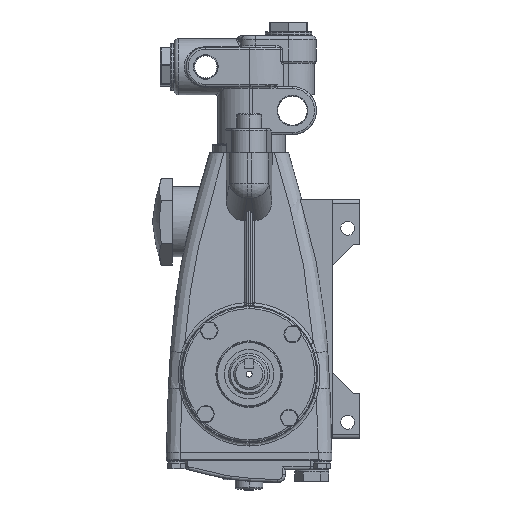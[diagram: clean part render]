
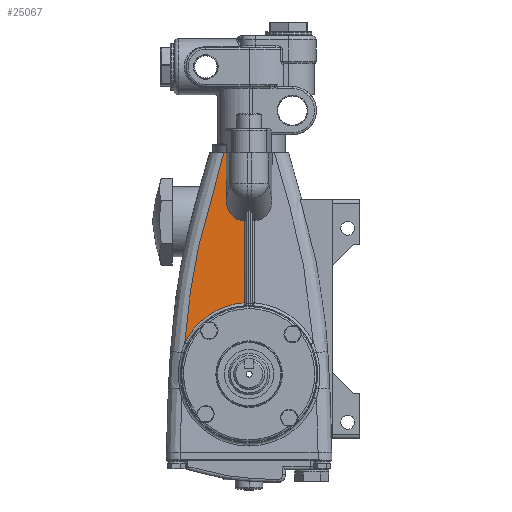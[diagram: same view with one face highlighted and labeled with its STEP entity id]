
A CAD part, left-side view. The second image highlights one B-rep face of the part: STEP entity #25067.
In plain terms, the highlighted planar face has unit normal (-0.999, 0, 0.052).
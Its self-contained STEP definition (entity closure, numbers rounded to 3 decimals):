
#7177 = CARTESIAN_POINT ( 'NONE',  ( -56.69, 23.868, 111.662 ) ) ;
#7178 = CARTESIAN_POINT ( 'NONE',  ( -57.08, 23.82, 104.226 ) ) ;
#7179 = CARTESIAN_POINT ( 'NONE',  ( -57.346, 19.438, 99.143 ) ) ;
#7181 = CARTESIAN_POINT ( 'NONE',  ( -57.346, 13.076, 99.143 ) ) ;
#7183 = CARTESIAN_POINT ( 'NONE',  ( -56.69, 23.868, 111.662 ) ) ;
#7184 =( BOUNDED_CURVE ( )  B_SPLINE_CURVE ( 3, ( #7181, #7179, #7178, #7177 ),
 .UNSPECIFIED., .F., .T. ) 
 B_SPLINE_CURVE_WITH_KNOTS ( ( 4, 4 ),
 ( 6.124, 7.625 ),
 .UNSPECIFIED. ) 
 CURVE ( )  GEOMETRIC_REPRESENTATION_ITEM ( )  RATIONAL_B_SPLINE_CURVE ( ( 1., 0.821, 0.821, 1. ) ) 
 REPRESENTATION_ITEM ( '' )  );
#7246 = CARTESIAN_POINT ( 'NONE',  ( -55.061, 24.068, 142.748 ) ) ;
#7248 = DIRECTION ( 'NONE',  ( -0.052, -0.006, -0.999 ) ) ;
#7249 = VECTOR ( 'NONE', #7248, 1000. ) ;
#7251 = CARTESIAN_POINT ( 'NONE',  ( -55.057, 24.068, 142.816 ) ) ;
#7253 = LINE ( 'NONE', #7251, #7249 ) ;
#7579 = DIRECTION ( 'NONE',  ( 0., -1., 0. ) ) ;
#7580 = VECTOR ( 'NONE', #7579, 1000. ) ;
#7581 = CARTESIAN_POINT ( 'NONE',  ( -55.061, 34.654, 142.748 ) ) ;
#7583 = LINE ( 'NONE', #7581, #7580 ) ;
#7664 = CARTESIAN_POINT ( 'NONE',  ( -60.131, 12.429, 46.012 ) ) ;
#7665 = CARTESIAN_POINT ( 'NONE',  ( -60.191, 29.231, 44.856 ) ) ;
#7666 = CARTESIAN_POINT ( 'NONE',  ( -60.682, 43.225, 35.484 ) ) ;
#7667 = CARTESIAN_POINT ( 'NONE',  ( -61.473, 50.691, 20.388 ) ) ;
#7669 =( BOUNDED_CURVE ( )  B_SPLINE_CURVE ( 3, ( #7667, #7666, #7665, #7664 ),
 .UNSPECIFIED., .F., .T. ) 
 B_SPLINE_CURVE_WITH_KNOTS ( ( 4, 4 ),
 ( 2.03, 3.073 ),
 .UNSPECIFIED. ) 
 CURVE ( )  GEOMETRIC_REPRESENTATION_ITEM ( )  RATIONAL_B_SPLINE_CURVE ( ( 1., 0.911, 0.911, 1. ) ) 
 REPRESENTATION_ITEM ( '' )  );
#7671 = FACE_OUTER_BOUND ( 'NONE', #24985, .T. ) ;
#7728 = DIRECTION ( 'NONE',  ( 0.052, 0., 0.999 ) ) ;
#7729 = DIRECTION ( 'NONE',  ( -0.999, 0., 0.052 ) ) ;
#7731 = CARTESIAN_POINT ( 'NONE',  ( -55.061, 34.654, 142.748 ) ) ;
#7732 = AXIS2_PLACEMENT_3D ( 'NONE', #7731, #7729, #7728 ) ;
#7738 = PLANE ( 'NONE',  #7732 ) ;
#23789 = VERTEX_POINT ( 'NONE', #38086 ) ;
#23791 = EDGE_CURVE ( 'NONE', #23792, #23789, #38084, .T. ) ;
#23792 = VERTEX_POINT ( 'NONE', #38131 ) ;
#23951 = VERTEX_POINT ( 'NONE', #38878 ) ;
#23952 = VERTEX_POINT ( 'NONE', #38877 ) ;
#24007 = EDGE_CURVE ( 'NONE', #23952, #23951, #39127, .T. ) ;
#24022 = VERTEX_POINT ( 'NONE', #39194 ) ;
#24089 = EDGE_CURVE ( 'NONE', #23951, #24022, #39541, .T. ) ;
#24985 = EDGE_LOOP ( 'NONE', ( #24986, #24987, #24988, #24989, #24992, #25052, #25054 ) ) ;
#24986 = ORIENTED_EDGE ( 'NONE', *, *, #25065, .T. ) ;
#24987 = ORIENTED_EDGE ( 'NONE', *, *, #24007, .T. ) ;
#24988 = ORIENTED_EDGE ( 'NONE', *, *, #24089, .T. ) ;
#24989 = ORIENTED_EDGE ( 'NONE', *, *, #24990, .T. ) ;
#24990 = EDGE_CURVE ( 'NONE', #24022, #24991, #7184, .T. ) ;
#24991 = VERTEX_POINT ( 'NONE', #7183 ) ;
#24992 = ORIENTED_EDGE ( 'NONE', *, *, #24993, .F. ) ;
#24993 = EDGE_CURVE ( 'NONE', #24994, #24991, #7253, .T. ) ;
#24994 = VERTEX_POINT ( 'NONE', #7246 ) ;
#25052 = ORIENTED_EDGE ( 'NONE', *, *, #25053, .F. ) ;
#25053 = EDGE_CURVE ( 'NONE', #23792, #24994, #7583, .T. ) ;
#25054 = ORIENTED_EDGE ( 'NONE', *, *, #23791, .T. ) ;
#25065 = EDGE_CURVE ( 'NONE', #23789, #23952, #7669, .T. ) ;
#25067 = ADVANCED_FACE ( 'NONE', ( #7671 ), #7738, .T. ) ;
#38070 = CARTESIAN_POINT ( 'NONE',  ( -58.494, 42.916, 77.234 ) ) ;
#38071 = CARTESIAN_POINT ( 'NONE',  ( -57.695, 39.542, 92.492 ) ) ;
#38072 = CARTESIAN_POINT ( 'NONE',  ( -57.166, 36.937, 102.587 ) ) ;
#38073 = CARTESIAN_POINT ( 'NONE',  ( -56.375, 32.779, 117.677 ) ) ;
#38074 = CARTESIAN_POINT ( 'NONE',  ( -56.112, 31.35, 122.699 ) ) ;
#38075 = CARTESIAN_POINT ( 'NONE',  ( -55.586, 28.457, 132.728 ) ) ;
#38076 = CARTESIAN_POINT ( 'NONE',  ( -55.323, 26.992, 137.738 ) ) ;
#38077 = CARTESIAN_POINT ( 'NONE',  ( -55.061, 25.528, 142.748 ) ) ;
#38084 = B_SPLINE_CURVE_WITH_KNOTS ( 'NONE', 3,
 ( #38077, #38076, #38075, #38074, #38073, #38072, #38071, #38070, #38139, #38138, #38137, #38136, #38135, #38134, #38133, #38132 ),
 .UNSPECIFIED., .F., .F.,
 ( 4, 2, 2, 2, 2, 2, 2, 4 ),
 ( 0., 0.016, 0.031, 0.063, 0.078, 0.094, 0.11, 0.125 ),
 .UNSPECIFIED. ) ;
#38086 = CARTESIAN_POINT ( 'NONE',  ( -61.473, 50.691, 20.388 ) ) ;
#38131 = CARTESIAN_POINT ( 'NONE',  ( -55.061, 25.528, 142.748 ) ) ;
#38132 = CARTESIAN_POINT ( 'NONE',  ( -61.473, 50.691, 20.388 ) ) ;
#38133 = CARTESIAN_POINT ( 'NONE',  ( -61.201, 50.279, 25.594 ) ) ;
#38134 = CARTESIAN_POINT ( 'NONE',  ( -60.928, 49.804, 30.794 ) ) ;
#38135 = CARTESIAN_POINT ( 'NONE',  ( -60.384, 48.697, 41.183 ) ) ;
#38136 = CARTESIAN_POINT ( 'NONE',  ( -60.112, 48.064, 46.375 ) ) ;
#38137 = CARTESIAN_POINT ( 'NONE',  ( -59.569, 46.615, 56.718 ) ) ;
#38138 = CARTESIAN_POINT ( 'NONE',  ( -59.299, 45.797, 61.87 ) ) ;
#38139 = CARTESIAN_POINT ( 'NONE',  ( -58.762, 43.951, 72.128 ) ) ;
#38877 = CARTESIAN_POINT ( 'NONE',  ( -60.131, 12.429, 46.012 ) ) ;
#38878 = CARTESIAN_POINT ( 'NONE',  ( -57.346, 12.429, 99.143 ) ) ;
#39127 = LINE ( 'NONE', #39169, #39168 ) ;
#39167 = DIRECTION ( 'NONE',  ( 0.052, 0., 0.999 ) ) ;
#39168 = VECTOR ( 'NONE', #39167, 1000. ) ;
#39169 = CARTESIAN_POINT ( 'NONE',  ( -55.061, 12.429, 142.748 ) ) ;
#39194 = CARTESIAN_POINT ( 'NONE',  ( -57.346, 13.076, 99.143 ) ) ;
#39538 = DIRECTION ( 'NONE',  ( 0., 1., 0. ) ) ;
#39539 = VECTOR ( 'NONE', #39538, 1000. ) ;
#39540 = CARTESIAN_POINT ( 'NONE',  ( -57.346, 34.654, 99.143 ) ) ;
#39541 = LINE ( 'NONE', #39540, #39539 ) ;
